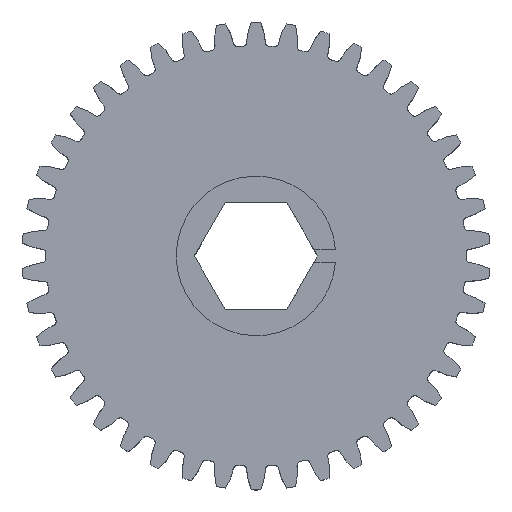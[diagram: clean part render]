
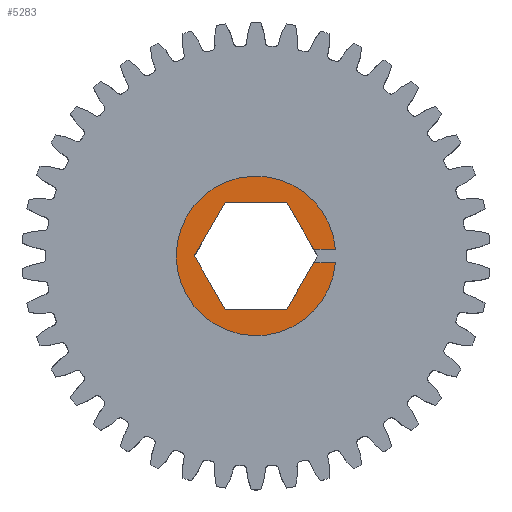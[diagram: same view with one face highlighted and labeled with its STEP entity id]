
A CAD part, top view. The second image highlights one B-rep face of the part: STEP entity #5283.
In plain terms, the highlighted planar face has unit normal (0, 0, 1).
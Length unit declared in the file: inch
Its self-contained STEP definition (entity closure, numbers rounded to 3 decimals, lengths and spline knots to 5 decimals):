
#286 = EDGE_CURVE ( 'NONE', #5055, #11083, #533, .T. ) ;
#533 = LINE ( 'NONE', #13509, #6167 ) ;
#649 = LINE ( 'NONE', #8507, #14257 ) ;
#789 = FACE_OUTER_BOUND ( 'NONE', #6738, .T. ) ;
#909 = VECTOR ( 'NONE', #2114, 39.37008 ) ;
#1335 = LINE ( 'NONE', #11824, #4202 ) ;
#1396 = DIRECTION ( 'NONE',  ( 1., 0., 0. ) ) ;
#1670 = ORIENTED_EDGE ( 'NONE', *, *, #16417, .F. ) ;
#1749 = CARTESIAN_POINT ( 'NONE',  ( 0.14491, -0.251, 0.249 ) ) ;
#1835 = AXIS2_PLACEMENT_3D ( 'NONE', #9718, #1954, #7335 ) ;
#1954 = DIRECTION ( 'NONE',  ( 0., 0., 1. ) ) ;
#2106 = CIRCLE ( 'NONE', #1835, 0.375 ) ;
#2114 = DIRECTION ( 'NONE',  ( -0.5, 0.866, 0. ) ) ;
#2248 = CARTESIAN_POINT ( 'NONE',  ( 0., 0., 0.249 ) ) ;
#2594 = CARTESIAN_POINT ( 'NONE',  ( -0.14491, -0.251, 0.249 ) ) ;
#2597 = DIRECTION ( 'NONE',  ( 1., 0., 0. ) ) ;
#2680 = CARTESIAN_POINT ( 'NONE',  ( 0.14392, -0.03125, 0.249 ) ) ;
#2742 = VERTEX_POINT ( 'NONE', #5376 ) ;
#2857 = DIRECTION ( 'NONE',  ( -1., 0., 0. ) ) ;
#4202 = VECTOR ( 'NONE', #5338, 39.37008 ) ;
#4448 = VECTOR ( 'NONE', #16446, 39.37008 ) ;
#4498 = LINE ( 'NONE', #13800, #909 ) ;
#4638 = PLANE ( 'NONE',  #6999 ) ;
#4669 = DIRECTION ( 'NONE',  ( -1., 0., 0. ) ) ;
#5052 = ORIENTED_EDGE ( 'NONE', *, *, #286, .F. ) ;
#5055 = VERTEX_POINT ( 'NONE', #13045 ) ;
#5069 = LINE ( 'NONE', #2680, #12736 ) ;
#5283 = ADVANCED_FACE ( 'NONE', ( #789 ), #4638, .T. ) ;
#5338 = DIRECTION ( 'NONE',  ( 0.5, 0.866, 0. ) ) ;
#5376 = CARTESIAN_POINT ( 'NONE',  ( 0.27179, -0.03125, 0.249 ) ) ;
#5578 = LINE ( 'NONE', #13517, #9899 ) ;
#5854 = CIRCLE ( 'NONE', #9121, 0.375 ) ;
#5866 = CARTESIAN_POINT ( 'NONE',  ( -0.14491, -0.251, 0.249 ) ) ;
#6167 = VECTOR ( 'NONE', #11033, 39.37008 ) ;
#6586 = ORIENTED_EDGE ( 'NONE', *, *, #13537, .F. ) ;
#6688 = CARTESIAN_POINT ( 'NONE',  ( 0.27179, 0.03125, 0.249 ) ) ;
#6738 = EDGE_LOOP ( 'NONE', ( #16607, #1670, #12732, #5052, #6586, #9077, #7622, #12226, #16033, #8202 ) ) ;
#6752 = EDGE_CURVE ( 'NONE', #2742, #12475, #5069, .T. ) ;
#6999 = AXIS2_PLACEMENT_3D ( 'NONE', #2248, #14962, #7453 ) ;
#7049 = VERTEX_POINT ( 'NONE', #10171 ) ;
#7335 = DIRECTION ( 'NONE',  ( 1., 0., 0. ) ) ;
#7453 = DIRECTION ( 'NONE',  ( 1., 0., 0. ) ) ;
#7499 = EDGE_CURVE ( 'NONE', #8188, #12120, #2106, .T. ) ;
#7622 = ORIENTED_EDGE ( 'NONE', *, *, #8532, .F. ) ;
#7680 = CARTESIAN_POINT ( 'NONE',  ( 0.3737, 0.03125, 0.249 ) ) ;
#7760 = CARTESIAN_POINT ( 'NONE',  ( -0.14491, 0.251, 0.249 ) ) ;
#8188 = VERTEX_POINT ( 'NONE', #7680 ) ;
#8202 = ORIENTED_EDGE ( 'NONE', *, *, #16666, .T. ) ;
#8507 = CARTESIAN_POINT ( 'NONE',  ( 0.14392, 0.03125, 0.249 ) ) ;
#8528 = EDGE_CURVE ( 'NONE', #8188, #15960, #649, .T. ) ;
#8532 = EDGE_CURVE ( 'NONE', #15960, #7049, #4498, .T. ) ;
#8628 = EDGE_CURVE ( 'NONE', #11083, #8980, #14910, .T. ) ;
#8980 = VERTEX_POINT ( 'NONE', #1749 ) ;
#8986 = DIRECTION ( 'NONE',  ( -0.5, -0.866, 0. ) ) ;
#9067 = LINE ( 'NONE', #10595, #10470 ) ;
#9077 = ORIENTED_EDGE ( 'NONE', *, *, #10912, .F. ) ;
#9121 = AXIS2_PLACEMENT_3D ( 'NONE', #13085, #10288, #1396 ) ;
#9718 = CARTESIAN_POINT ( 'NONE',  ( 0., 0., 0.249 ) ) ;
#9899 = VECTOR ( 'NONE', #2857, 39.37008 ) ;
#10171 = CARTESIAN_POINT ( 'NONE',  ( 0.14491, 0.251, 0.249 ) ) ;
#10288 = DIRECTION ( 'NONE',  ( 0., 0., 1. ) ) ;
#10470 = VECTOR ( 'NONE', #8986, 39.37008 ) ;
#10595 = CARTESIAN_POINT ( 'NONE',  ( -0.14491, 0.251, 0.249 ) ) ;
#10912 = EDGE_CURVE ( 'NONE', #7049, #14588, #5578, .T. ) ;
#11033 = DIRECTION ( 'NONE',  ( 0.5, -0.866, 0. ) ) ;
#11083 = VERTEX_POINT ( 'NONE', #2594 ) ;
#11824 = CARTESIAN_POINT ( 'NONE',  ( 0.14491, -0.251, 0.249 ) ) ;
#12120 = VERTEX_POINT ( 'NONE', #16370 ) ;
#12226 = ORIENTED_EDGE ( 'NONE', *, *, #8528, .F. ) ;
#12475 = VERTEX_POINT ( 'NONE', #16346 ) ;
#12732 = ORIENTED_EDGE ( 'NONE', *, *, #8628, .F. ) ;
#12736 = VECTOR ( 'NONE', #2597, 39.37008 ) ;
#13045 = CARTESIAN_POINT ( 'NONE',  ( -0.28983, 0., 0.249 ) ) ;
#13085 = CARTESIAN_POINT ( 'NONE',  ( 0., 0., 0.249 ) ) ;
#13509 = CARTESIAN_POINT ( 'NONE',  ( -0.28983, 0., 0.249 ) ) ;
#13517 = CARTESIAN_POINT ( 'NONE',  ( 0.14491, 0.251, 0.249 ) ) ;
#13537 = EDGE_CURVE ( 'NONE', #14588, #5055, #9067, .T. ) ;
#13800 = CARTESIAN_POINT ( 'NONE',  ( 0.28983, 0., 0.249 ) ) ;
#14257 = VECTOR ( 'NONE', #4669, 39.37008 ) ;
#14588 = VERTEX_POINT ( 'NONE', #7760 ) ;
#14910 = LINE ( 'NONE', #5866, #4448 ) ;
#14962 = DIRECTION ( 'NONE',  ( 0., 0., 1. ) ) ;
#15960 = VERTEX_POINT ( 'NONE', #6688 ) ;
#16033 = ORIENTED_EDGE ( 'NONE', *, *, #7499, .T. ) ;
#16346 = CARTESIAN_POINT ( 'NONE',  ( 0.3737, -0.03125, 0.249 ) ) ;
#16370 = CARTESIAN_POINT ( 'NONE',  ( -0.375, 0., 0.249 ) ) ;
#16417 = EDGE_CURVE ( 'NONE', #8980, #2742, #1335, .T. ) ;
#16446 = DIRECTION ( 'NONE',  ( 1., 0., 0. ) ) ;
#16607 = ORIENTED_EDGE ( 'NONE', *, *, #6752, .F. ) ;
#16666 = EDGE_CURVE ( 'NONE', #12120, #12475, #5854, .T. ) ;
